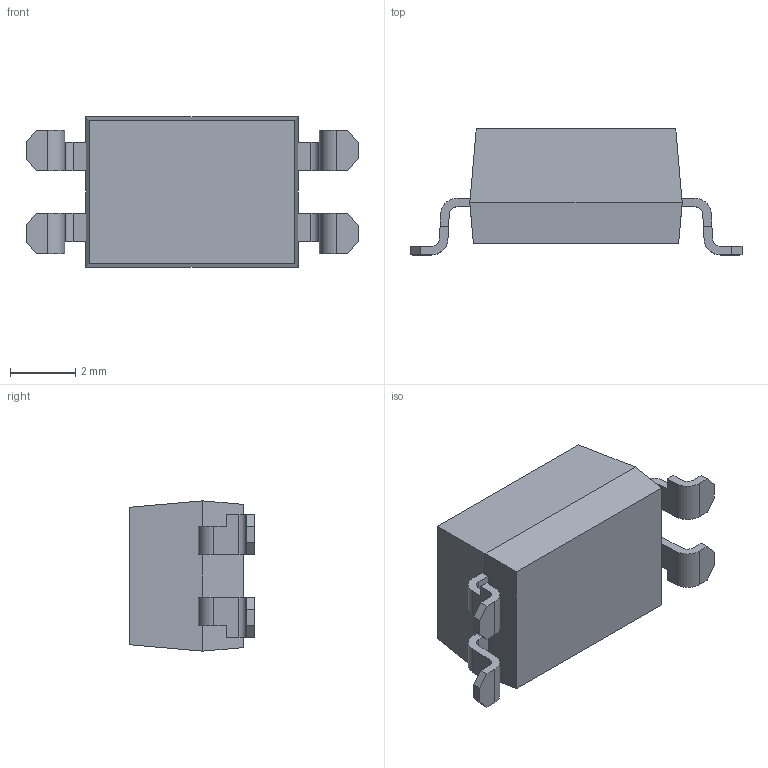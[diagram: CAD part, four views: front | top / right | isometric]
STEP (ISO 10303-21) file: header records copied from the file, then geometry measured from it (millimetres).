
FILE_DESCRIPTION (( 'STEP AP214' ), '1' );
FILE_NAME ('FOD817A3SD.STEP', '2021-02-11T23:44:20', ( '' ), ( '' ), 'SwSTEP 2.0', 'SolidWorks 2017', '' );
FILE_SCHEMA (( 'AUTOMOTIVE_DESIGN' ));
Length unit declared in the file: millimetre
Products named in the file (1): FOD817A3SD
Bounding box: 10.16 x 3.85 x 4.6 mm (x, y, z)
Volume: 101.5 mm3; surface area: 163 mm2
Topology: 6 solids, 6 shells, 93 faces, 236 edges, 156 vertices
Faces by surface type: plane 73, cylinder 20
Entity records: 2857 total; most frequent: CARTESIAN_POINT 486, ORIENTED_EDGE 472, DIRECTION 464, EDGE_CURVE 236, VECTOR 196, LINE 196, VERTEX_POINT 156, AXIS2_PLACEMENT_3D 134
